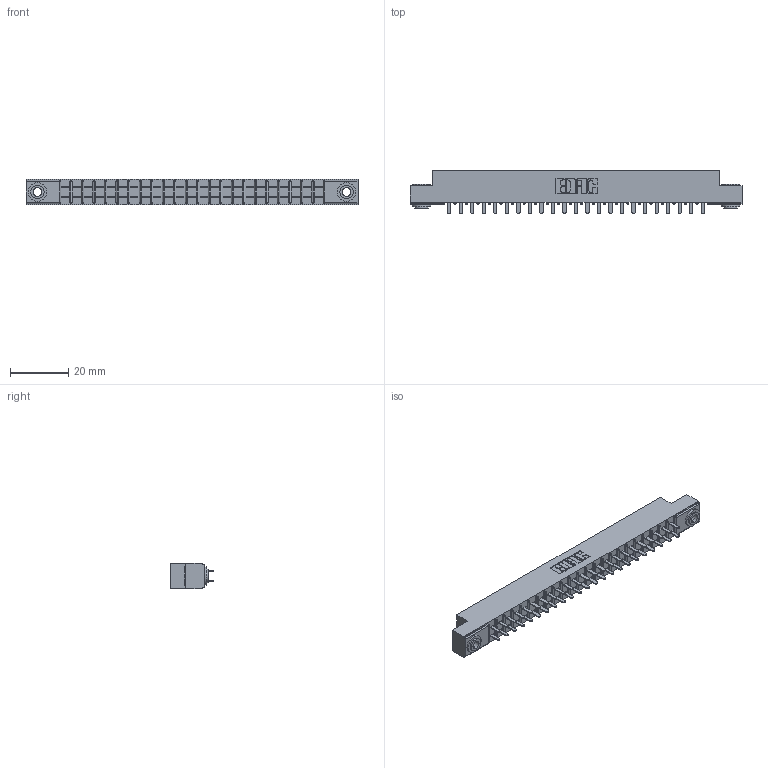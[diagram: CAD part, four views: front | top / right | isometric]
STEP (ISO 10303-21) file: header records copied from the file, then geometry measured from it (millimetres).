
FILE_DESCRIPTION (( 'STEP AP203' ), '1' );
FILE_NAME ('305-046-521-203.STEP', '2019-09-09T20:32:52', ( '' ), ( '' ), 'SwSTEP 2.0', 'SolidWorks 2016', '' );
FILE_SCHEMA (( 'CONFIG_CONTROL_DESIGN' ));
Length unit declared in the file: inch
Products named in the file (4): 305-290-001_521; 345-250-002_345-250-002-102; 305-046-521-203; 305 Part_.156 Dia
Assembly tree (49 placements, depth 2):
  305-046-521-203
    305 Part_.156 Dia
    305-290-001_521  x46
    345-250-002_345-250-002-102  x2
Bounding box: 114.15 x 14.86 x 8.71 mm (x, y, z)
Volume: 7112.1 mm3; surface area: 13552.8 mm2
Topology: 49 solids, 49 shells, 2284 faces, 6477 edges, 4190 vertices
Faces by surface type: plane 1334, cylinder 850, sphere 92, cone 8
Entity records: 28161 total; most frequent: CARTESIAN_POINT 4640, ORIENTED_EDGE 4594, DIRECTION 4519, EDGE_CURVE 2297, VECTOR 1829, LINE 1829, VERTEX_POINT 1466, AXIS2_PLACEMENT_3D 1345
